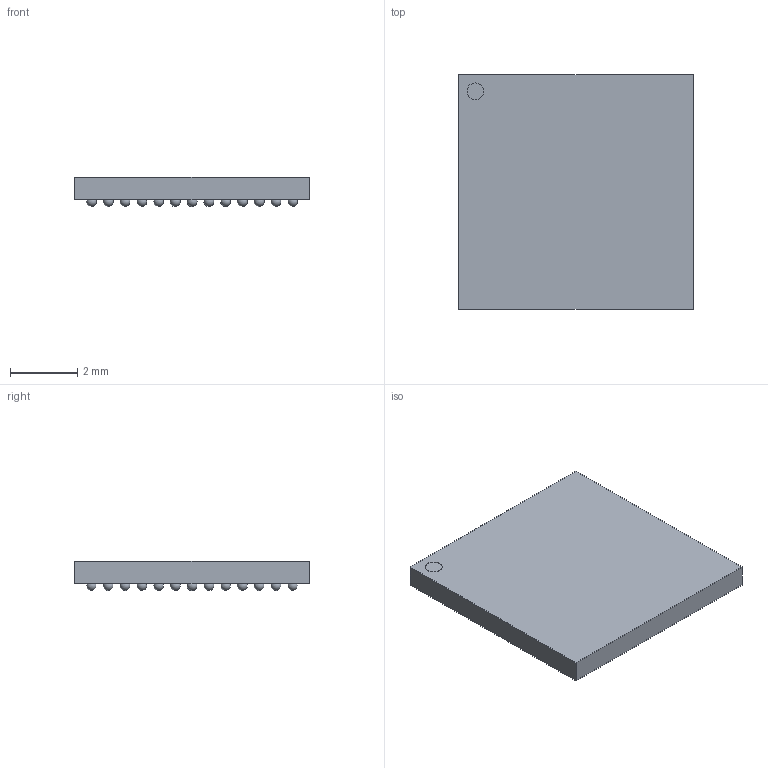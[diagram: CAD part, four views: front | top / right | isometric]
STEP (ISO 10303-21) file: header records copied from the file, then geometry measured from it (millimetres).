
FILE_DESCRIPTION(('FreeCAD Model'),'2;1');
FILE_NAME( 'BGA125N50P13X13_700X700X87.step', '2018-03-26T17:02:00',('Author'),(''), 'Open CASCADE STEP processor 6.8','FreeCAD','Unknown');
FILE_SCHEMA(('AUTOMOTIVE_DESIGN_CC2 { 1 2 10303 214 -1 1 5 4 }'));
Length unit declared in the file: millimetre
Products named in the file (127): ASSEMBLY; Sphere124; Sphere016; Sphere017; Sphere019; Sphere006; Sphere012; Sphere018; Sphere010; Sphere058; Sphere003; Sphere007; Sphere011; Sphere005; Sphere057; Sphere004; Pocket; Sphere001; Sphere002; Sphere009; Sphere013; Sphere008; Sphere014; Sphere095; Sphere015; Sphere; Sphere072; Sphere063; Sphere064; Sphere073; Sphere074; Sphere075; Sphere066; Sphere071; Sphere067; Sphere076; Sphere077; Sphere060; Sphere062; Sphere068 ...
Assembly tree (126 placements, depth 2):
  ASSEMBLY
    Sphere124
    Sphere016
    Sphere017
    Sphere019
    Sphere006
    Sphere012
    Sphere018
    Sphere010
    Sphere058
    Sphere003
    Sphere007
    Sphere011
    Sphere005
    Sphere057
    Sphere004
    Pocket
    Sphere001
    Sphere002
    Sphere009
    Sphere013
    Sphere008
    Sphere014
    Sphere095
    Sphere015
    Sphere
    Sphere072
    Sphere063
    Sphere064
    Sphere073
    Sphere074
    Sphere075
    Sphere066
    Sphere071
    Sphere067
    Sphere076
    Sphere077
    Sphere060
    Sphere062
    Sphere068
    Sphere069
    Sphere065
    Sphere070
    Sphere059
    Sphere061
    Sphere118
    Sphere122
    Sphere119
    Sphere121
    Sphere116
    Sphere120
    Sphere123
    Sphere117
    Sphere088
    Sphere081
    Sphere087
    Sphere091
    Sphere115
    Sphere084
    Sphere092
Bounding box: 7 x 7 x 0.87 mm (x, y, z)
Volume: 34.1 mm3; surface area: 151.8 mm2
Topology: 126 solids, 126 shells, 133 faces, 390 edges, 260 vertices
Faces by surface type: sphere 125, plane 7, cylinder 1
Full cylindrical faces by diameter (mm): 0.5 x1
Entity records: 5238 total; most frequent: DIRECTION 566, CARTESIAN_POINT 446, AXIS2_PLACEMENT_3D 262, PRODUCT_DEFINITION_SHAPE 253, VERTEX_POINT 135, FACE_BOUND 134, ADVANCED_FACE 133, STYLED_ITEM 133
